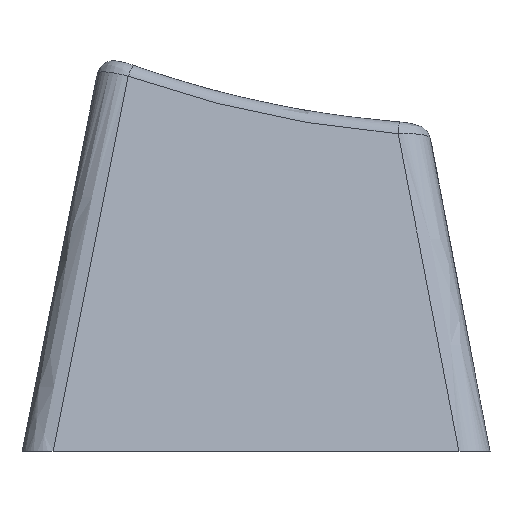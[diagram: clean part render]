
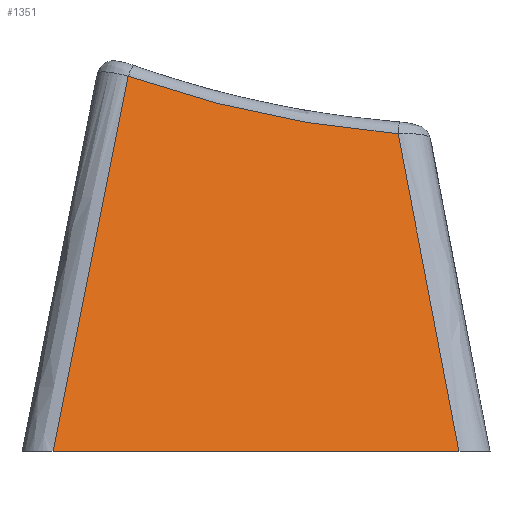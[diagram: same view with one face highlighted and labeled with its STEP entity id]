
A CAD part, left-side view. The second image highlights one B-rep face of the part: STEP entity #1351.
In plain terms, the highlighted planar face has unit normal (-0.97, 0, 0.241).
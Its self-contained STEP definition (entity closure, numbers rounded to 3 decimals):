
#1091=CARTESIAN_POINT('',(-9.15,45.286,0.));
#1092=VERTEX_POINT('',#1091);
#1093=CARTESIAN_POINT('',(-9.15,29.415,0.));
#1094=VERTEX_POINT('',#1093);
#1095=CARTESIAN_POINT('',(-9.15,45.286,0.));
#1096=DIRECTION('',(-0.,-1.,-0.));
#1097=VECTOR('',#1096,15.871);
#1098=LINE('',#1095,#1097);
#1099=EDGE_CURVE('',#1092,#1094,#1098,.T.);
#1318=CARTESIAN_POINT('',(-7.856,140.089,5.2));
#1319=DIRECTION('',(0.97,0.,-0.242));
#1320=DIRECTION('',(-0.242,0.,-0.97));
#1321=AXIS2_PLACEMENT_3D('',#1318,#1319,#1320);
#1322=PLANE('',#1321);
#1323=CARTESIAN_POINT('',(-6.059,31.791,12.42));
#1324=VERTEX_POINT('',#1323);
#1325=CARTESIAN_POINT('',(-5.499,42.348,14.669));
#1326=VERTEX_POINT('',#1325);
#1327=CARTESIAN_POINT('',(3.742,28.416,51.794));
#1328=DIRECTION('',(0.97,0.,-0.242));
#1329=DIRECTION('',(-0.242,0.,-0.97));
#1330=AXIS2_PLACEMENT_3D('',#1327,#1328,#1329);
#1331=CIRCLE('',#1330,40.716);
#1332=EDGE_CURVE('',#1324,#1326,#1331,.T.);
#1333=ORIENTED_EDGE('',*,*,#1332,.T.);
#1334=CARTESIAN_POINT('',(-5.499,42.348,14.669));
#1335=CARTESIAN_POINT('',(-6.716,43.325,9.779));
#1336=CARTESIAN_POINT('',(-7.933,44.305,4.889));
#1337=CARTESIAN_POINT('',(-9.15,45.286,0.));
#1338=B_SPLINE_CURVE_WITH_KNOTS('',3,(#1334,#1335,#1336,#1337),.UNSPECIFIED.,.F.,.F.,(4,4),(0.006,0.022),.UNSPECIFIED.);
#1339=EDGE_CURVE('',#1326,#1092,#1338,.T.);
#1340=ORIENTED_EDGE('',*,*,#1339,.T.);
#1341=ORIENTED_EDGE('',*,*,#1099,.T.);
#1342=CARTESIAN_POINT('',(-9.15,29.415,0.));
#1343=CARTESIAN_POINT('',(-8.12,30.209,4.14));
#1344=CARTESIAN_POINT('',(-7.089,31.002,8.28));
#1345=CARTESIAN_POINT('',(-6.059,31.791,12.42));
#1346=B_SPLINE_CURVE_WITH_KNOTS('',3,(#1342,#1343,#1344,#1345),.UNSPECIFIED.,.F.,.F.,(4,4),(0.005,0.018),.UNSPECIFIED.);
#1347=EDGE_CURVE('',#1094,#1324,#1346,.T.);
#1348=ORIENTED_EDGE('',*,*,#1347,.T.);
#1349=EDGE_LOOP('',(#1333,#1340,#1341,#1348));
#1350=FACE_BOUND('',#1349,.T.);
#1351=ADVANCED_FACE('',(#1350),#1322,.F.);
